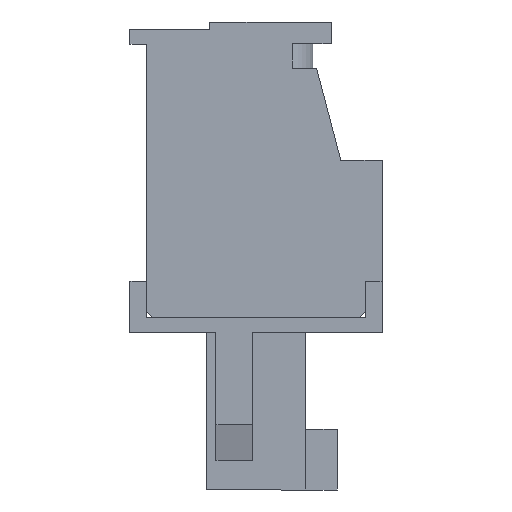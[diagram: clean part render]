
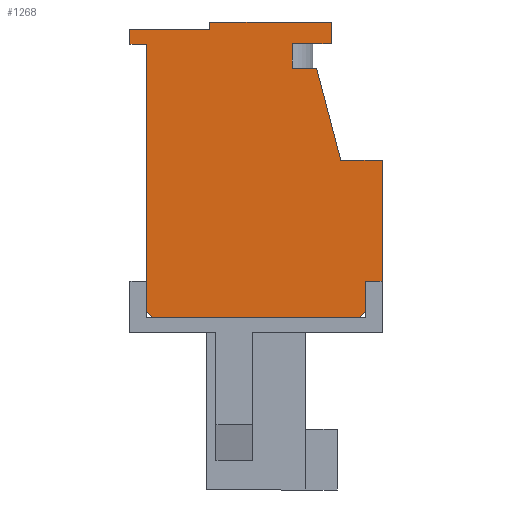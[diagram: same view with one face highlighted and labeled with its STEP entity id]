
A CAD part, left-side view. The second image highlights one B-rep face of the part: STEP entity #1268.
In plain terms, the highlighted planar face has unit normal (-1, 0, 0).
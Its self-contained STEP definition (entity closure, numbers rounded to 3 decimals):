
#1268 = ADVANCED_FACE( '', ( #2694 ), #2695, .T. );
#2694 = FACE_OUTER_BOUND( '', #4330, .T. );
#2695 = PLANE( '', #4331 );
#4330 = EDGE_LOOP( '', ( #7699, #7700, #7701, #7702, #7703, #7704, #7705, #7706, #7707, #7708, #7709, #7710, #7711, #7712, #7713, #7714, #7715, #7716 ) );
#4331 = AXIS2_PLACEMENT_3D( '', #7717, #7718, #7719 );
#7699 = ORIENTED_EDGE( '', *, *, #10528, .T. );
#7700 = ORIENTED_EDGE( '', *, *, #11015, .T. );
#7701 = ORIENTED_EDGE( '', *, *, #11388, .F. );
#7702 = ORIENTED_EDGE( '', *, *, #11389, .T. );
#7703 = ORIENTED_EDGE( '', *, *, #10751, .T. );
#7704 = ORIENTED_EDGE( '', *, *, #11390, .T. );
#7705 = ORIENTED_EDGE( '', *, *, #11391, .T. );
#7706 = ORIENTED_EDGE( '', *, *, #10823, .T. );
#7707 = ORIENTED_EDGE( '', *, *, #11368, .T. );
#7708 = ORIENTED_EDGE( '', *, *, #11024, .T. );
#7709 = ORIENTED_EDGE( '', *, *, #11392, .T. );
#7710 = ORIENTED_EDGE( '', *, *, #10986, .T. );
#7711 = ORIENTED_EDGE( '', *, *, #11286, .T. );
#7712 = ORIENTED_EDGE( '', *, *, #10287, .T. );
#7713 = ORIENTED_EDGE( '', *, *, #11393, .T. );
#7714 = ORIENTED_EDGE( '', *, *, #10097, .T. );
#7715 = ORIENTED_EDGE( '', *, *, #10961, .T. );
#7716 = ORIENTED_EDGE( '', *, *, #10430, .T. );
#7717 = CARTESIAN_POINT( '', ( -7., 0., 0. ) );
#7718 = DIRECTION( '', ( -1., 0., 0. ) );
#7719 = DIRECTION( '', ( 0., 0., 1. ) );
#10097 = EDGE_CURVE( '', #12111, #12112, #12113, .T. );
#10287 = EDGE_CURVE( '', #12449, #12450, #12451, .T. );
#10430 = EDGE_CURVE( '', #12706, #12707, #12708, .T. );
#10528 = EDGE_CURVE( '', #12707, #12871, #12873, .T. );
#10751 = EDGE_CURVE( '', #13229, #13230, #13231, .T. );
#10823 = EDGE_CURVE( '', #13339, #13340, #13341, .T. );
#10961 = EDGE_CURVE( '', #12112, #12706, #13536, .T. );
#10986 = EDGE_CURVE( '', #13560, #13577, #13579, .T. );
#11015 = EDGE_CURVE( '', #12871, #13620, #13622, .T. );
#11024 = EDGE_CURVE( '', #13635, #13633, #13636, .T. );
#11286 = EDGE_CURVE( '', #13577, #12449, #14013, .T. );
#11368 = EDGE_CURVE( '', #13340, #13635, #14123, .T. );
#11388 = EDGE_CURVE( '', #14150, #13620, #14151, .T. );
#11389 = EDGE_CURVE( '', #14150, #13229, #14152, .T. );
#11390 = EDGE_CURVE( '', #13230, #14153, #14154, .T. );
#11391 = EDGE_CURVE( '', #14153, #13339, #14155, .T. );
#11392 = EDGE_CURVE( '', #13633, #13560, #14156, .T. );
#11393 = EDGE_CURVE( '', #12450, #12111, #14157, .T. );
#12111 = VERTEX_POINT( '', #15024 );
#12112 = VERTEX_POINT( '', #15025 );
#12113 = LINE( '', #15026, #15027 );
#12449 = VERTEX_POINT( '', #15515 );
#12450 = VERTEX_POINT( '', #15516 );
#12451 = LINE( '', #15517, #15518 );
#12706 = VERTEX_POINT( '', #15892 );
#12707 = VERTEX_POINT( '', #15893 );
#12708 = LINE( '', #15894, #15895 );
#12871 = VERTEX_POINT( '', #16137 );
#12873 = LINE( '', #16140, #16141 );
#13229 = VERTEX_POINT( '', #16649 );
#13230 = VERTEX_POINT( '', #16650 );
#13231 = LINE( '', #16651, #16652 );
#13339 = VERTEX_POINT( '', #16814 );
#13340 = VERTEX_POINT( '', #16815 );
#13341 = LINE( '', #16816, #16817 );
#13536 = LINE( '', #17105, #17106 );
#13560 = VERTEX_POINT( '', #17140 );
#13577 = VERTEX_POINT( '', #17162 );
#13579 = LINE( '', #17165, #17166 );
#13620 = VERTEX_POINT( '', #17227 );
#13622 = LINE( '', #17230, #17231 );
#13633 = VERTEX_POINT( '', #17247 );
#13635 = VERTEX_POINT( '', #17250 );
#13636 = LINE( '', #17251, #17252 );
#14013 = LINE( '', #17823, #17824 );
#14123 = LINE( '', #17989, #17990 );
#14150 = VERTEX_POINT( '', #18031 );
#14151 = LINE( '', #18032, #18033 );
#14152 = LINE( '', #18034, #18035 );
#14153 = VERTEX_POINT( '', #18036 );
#14154 = LINE( '', #18037, #18038 );
#14155 = LINE( '', #18039, #18040 );
#14156 = LINE( '', #18041, #18042 );
#14157 = LINE( '', #18043, #18044 );
#15024 = CARTESIAN_POINT( '', ( -7., 1.9, 6.51 ) );
#15025 = CARTESIAN_POINT( '', ( -7., 5.2, 6.51 ) );
#15026 = CARTESIAN_POINT( '', ( -7., 1.9, 6.51 ) );
#15027 = VECTOR( '', #19001, 1000. );
#15515 = CARTESIAN_POINT( '', ( -7., -3.1, 6.81 ) );
#15516 = CARTESIAN_POINT( '', ( -7., 1.9, 6.81 ) );
#15517 = CARTESIAN_POINT( '', ( -7., -3.1, 6.81 ) );
#15518 = VECTOR( '', #19185, 1000. );
#15892 = CARTESIAN_POINT( '', ( -7., 5.2, 5.89 ) );
#15893 = CARTESIAN_POINT( '', ( -7., 4.5, 5.89 ) );
#15894 = CARTESIAN_POINT( '', ( -7., 5.2, 5.89 ) );
#15895 = VECTOR( '', #19331, 1000. );
#16137 = CARTESIAN_POINT( '', ( -7., 4.5, -5.14 ) );
#16140 = CARTESIAN_POINT( '', ( -7., 4.5, 5.89 ) );
#16141 = VECTOR( '', #19421, 1000. );
#16649 = CARTESIAN_POINT( '', ( -7., -4.5, -5.14 ) );
#16650 = CARTESIAN_POINT( '', ( -7., -4.5, -3.89 ) );
#16651 = CARTESIAN_POINT( '', ( -7., -4.5, -5.89 ) );
#16652 = VECTOR( '', #19641, 1000. );
#16814 = CARTESIAN_POINT( '', ( -7., -5.2, 1.11 ) );
#16815 = CARTESIAN_POINT( '', ( -7., -3.5, 1.11 ) );
#16816 = CARTESIAN_POINT( '', ( -7., -5.2, 1.11 ) );
#16817 = VECTOR( '', #19711, 1000. );
#17105 = CARTESIAN_POINT( '', ( -7., 5.2, 6.51 ) );
#17106 = VECTOR( '', #19839, 1000. );
#17140 = CARTESIAN_POINT( '', ( -7., -1.5, 5.91 ) );
#17162 = CARTESIAN_POINT( '', ( -7., -3.1, 5.91 ) );
#17165 = CARTESIAN_POINT( '', ( -7., -1.5, 5.91 ) );
#17166 = VECTOR( '', #19871, 1000. );
#17227 = CARTESIAN_POINT( '', ( -7., 4.25, -5.39 ) );
#17230 = CARTESIAN_POINT( '', ( -7., 4.82, -4.82 ) );
#17231 = VECTOR( '', #19896, 1000. );
#17247 = CARTESIAN_POINT( '', ( -7., -1.5, 4.91 ) );
#17250 = CARTESIAN_POINT( '', ( -7., -2.5, 4.91 ) );
#17251 = CARTESIAN_POINT( '', ( -7., -1.5, 4.91 ) );
#17252 = VECTOR( '', #19906, 1000. );
#17823 = CARTESIAN_POINT( '', ( -7., -3.1, 5.91 ) );
#17824 = VECTOR( '', #20133, 1000. );
#17989 = CARTESIAN_POINT( '', ( -7., -3.5, 1.11 ) );
#17990 = VECTOR( '', #20203, 1000. );
#18031 = CARTESIAN_POINT( '', ( -7., -4.25, -5.39 ) );
#18032 = CARTESIAN_POINT( '', ( -7., 0., -5.39 ) );
#18033 = VECTOR( '', #20218, 1000. );
#18034 = CARTESIAN_POINT( '', ( -7., -4.82, -4.82 ) );
#18035 = VECTOR( '', #20219, 1000. );
#18036 = CARTESIAN_POINT( '', ( -7., -5.2, -3.89 ) );
#18037 = CARTESIAN_POINT( '', ( -7., -4.5, -3.89 ) );
#18038 = VECTOR( '', #20220, 1000. );
#18039 = CARTESIAN_POINT( '', ( -7., -5.2, -3.89 ) );
#18040 = VECTOR( '', #20221, 1000. );
#18041 = CARTESIAN_POINT( '', ( -7., -1.5, 4.91 ) );
#18042 = VECTOR( '', #20222, 1000. );
#18043 = CARTESIAN_POINT( '', ( -7., 1.9, 6.81 ) );
#18044 = VECTOR( '', #20223, 1000. );
#19001 = DIRECTION( '', ( 0., 1., 0. ) );
#19185 = DIRECTION( '', ( 0., 1., 0. ) );
#19331 = DIRECTION( '', ( 0., -1., 0. ) );
#19421 = DIRECTION( '', ( 0., 0., -1. ) );
#19641 = DIRECTION( '', ( 0., 0., 1. ) );
#19711 = DIRECTION( '', ( 0., 1., 0. ) );
#19839 = DIRECTION( '', ( 0., 0., -1. ) );
#19871 = DIRECTION( '', ( 0., -1., 0. ) );
#19896 = DIRECTION( '', ( 0., -0.707, -0.707 ) );
#19906 = DIRECTION( '', ( 0., 1., 0. ) );
#20133 = DIRECTION( '', ( 0., 0., 1. ) );
#20203 = DIRECTION( '', ( 0., 0.254, 0.967 ) );
#20218 = DIRECTION( '', ( 0., 1., 0. ) );
#20219 = DIRECTION( '', ( 0., -0.707, 0.707 ) );
#20220 = DIRECTION( '', ( 0., -1., 0. ) );
#20221 = DIRECTION( '', ( 0., 0., 1. ) );
#20222 = DIRECTION( '', ( 0., 0., 1. ) );
#20223 = DIRECTION( '', ( 0., 0., -1. ) );
